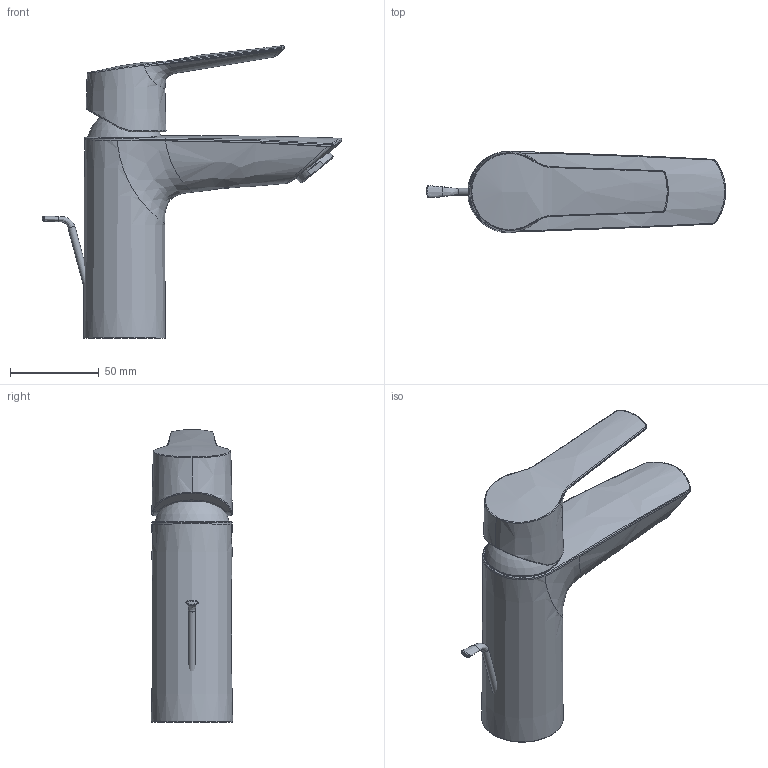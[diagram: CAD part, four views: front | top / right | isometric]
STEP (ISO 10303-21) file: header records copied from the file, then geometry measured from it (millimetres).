
FILE_DESCRIPTION(/* description */ ('Unknown'),/* implementation_level */ '2;1');
FILE_NAME(/* name */ '32559002',/* time_stamp */ '2022-09-01T08:18:13+02:00',/* author */ ('Unknown'),/* organization */ ('GROHE AG'),/* preprocessor_version */ 'ST-DEVELOPER v16.7',/* originating_system */ 'DEX',/* authorisation */ $);
FILE_SCHEMA (('AUTOMOTIVE_DESIGN {1 0 10303 214 3 1 1}'));
Length unit declared in the file: millimetre
Products named in the file (4): 32559002; id11; 40.2951.24300; EuroSmart Evolution_+5mm_20190927
Assembly tree (3 placements, depth 2):
  32559002
    id11
    40.2951.24300
    EuroSmart Evolution_+5mm_20190927
Bounding box: 168.97 x 46 x 165.19 mm (x, y, z)
Volume: 63119.8 mm3; surface area: 45116.7 mm2
Topology: 1 solids, 7 shells, 992 faces, 2825 edges, 1906 vertices
Faces by surface type: cylinder 680, plane 196, bspline 85, cone 23, torus 7, sphere 1
Full cylindrical faces by diameter (mm): 4 x1, 15.7 x1, 16.831 x1, 17.75 x1, 20.15 x1, 23.87 x1, 41.9 x2
Entity records: 43254 total; most frequent: CARTESIAN_POINT 13817, ORIENTED_EDGE 5233, DIRECTION 4050, EDGE_CURVE 2785, VERTEX_POINT 1891, LINE 1532, VECTOR 1532, AXIS2_PLACEMENT_3D 1259
